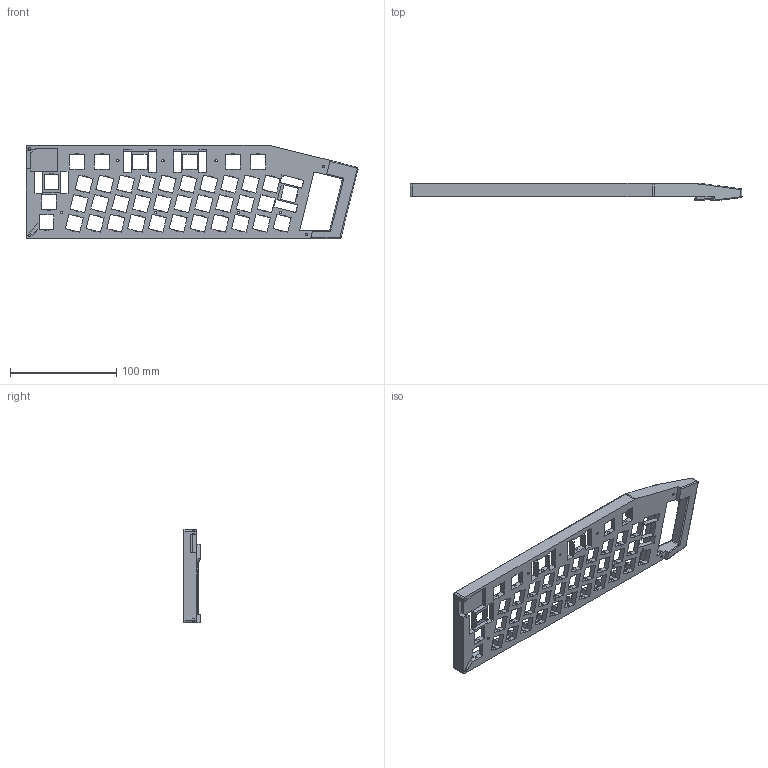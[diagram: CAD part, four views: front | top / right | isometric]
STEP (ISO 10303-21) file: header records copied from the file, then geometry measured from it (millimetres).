
FILE_DESCRIPTION(/* description */ (''),/* implementation_level */ '2;1');
FILE_NAME(/* name */ 'top.step',/* time_stamp */ '2024-06-28T02:15:35+09:00',/* author */ (''),/* organization */ (''),/* preprocessor_version */ 'ST-DEVELOPER v20',/* originating_system */ 'Autodesk Translation Framework v13.14.0.145',/* authorisation */ '');
FILE_SCHEMA (('AUTOMOTIVE_DESIGN { 1 0 10303 214 3 1 1 }'));
Length unit declared in the file: millimetre
Products named in the file (1): 無題
Bounding box: 312.67 x 16.79 x 88 mm (x, y, z)
Volume: 119508.2 mm3; surface area: 62377.8 mm2
Topology: 1 solids, 1 shells, 792 faces, 2272 edges, 1478 vertices
Faces by surface type: plane 675, cylinder 88, sphere 14, bspline 11, torus 4
Full cylindrical faces by diameter (mm): 2.2 x15
Entity records: 25986 total; most frequent: CARTESIAN_POINT 4943, ORIENTED_EDGE 4544, DIRECTION 3994, EDGE_CURVE 2272, LINE 2098, VECTOR 2098, VERTEX_POINT 1478, AXIS2_PLACEMENT_3D 948
